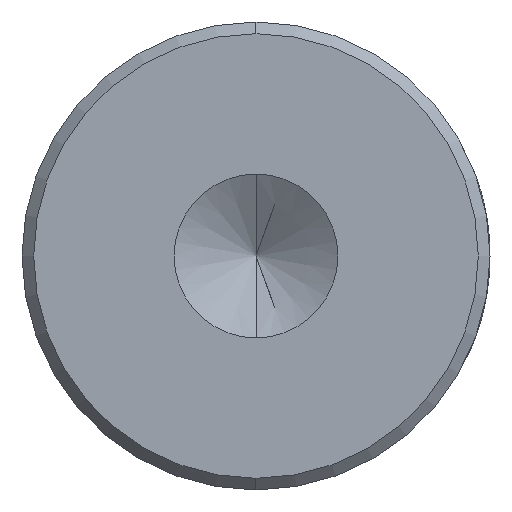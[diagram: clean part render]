
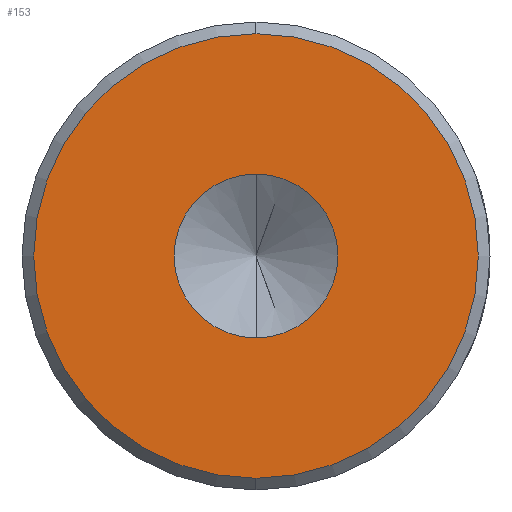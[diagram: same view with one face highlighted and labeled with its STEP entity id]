
A CAD part, left-side view. The second image highlights one B-rep face of the part: STEP entity #153.
In plain terms, the highlighted planar face has unit normal (-1, 0, 0).
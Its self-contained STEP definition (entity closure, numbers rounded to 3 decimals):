
#51 = VERTEX_POINT ( 'NONE', #1098 ) ;
#68 = CARTESIAN_POINT ( 'NONE',  ( 0., 0., 0. ) ) ;
#69 = EDGE_CURVE ( 'NONE', #295, #51, #782, .T. ) ;
#142 = EDGE_LOOP ( 'NONE', ( #188, #465 ) ) ;
#153 = ADVANCED_FACE ( 'NONE', ( #628, #1163 ), #1160, .T. ) ;
#188 = ORIENTED_EDGE ( 'NONE', *, *, #305, .F. ) ;
#226 = ORIENTED_EDGE ( 'NONE', *, *, #69, .T. ) ;
#295 = VERTEX_POINT ( 'NONE', #378 ) ;
#301 = CARTESIAN_POINT ( 'NONE',  ( 0., 0., 0. ) ) ;
#305 = EDGE_CURVE ( 'NONE', #464, #398, #742, .T. ) ;
#311 = CIRCLE ( 'NONE', #1312, 3.5 ) ;
#365 = CARTESIAN_POINT ( 'NONE',  ( 0., 0., 0. ) ) ;
#367 = EDGE_CURVE ( 'NONE', #51, #295, #1157, .T. ) ;
#378 = CARTESIAN_POINT ( 'NONE',  ( 0., 0., 9.501 ) ) ;
#398 = VERTEX_POINT ( 'NONE', #772 ) ;
#400 = DIRECTION ( 'NONE',  ( 0., 0., 1. ) ) ;
#435 = EDGE_LOOP ( 'NONE', ( #580, #226 ) ) ;
#464 = VERTEX_POINT ( 'NONE', #974 ) ;
#465 = ORIENTED_EDGE ( 'NONE', *, *, #1048, .F. ) ;
#473 = DIRECTION ( 'NONE',  ( 0., 0., 1. ) ) ;
#489 = AXIS2_PLACEMENT_3D ( 'NONE', #1178, #575, #1266 ) ;
#575 = DIRECTION ( 'NONE',  ( -1., 0., 0. ) ) ;
#580 = ORIENTED_EDGE ( 'NONE', *, *, #367, .T. ) ;
#603 = AXIS2_PLACEMENT_3D ( 'NONE', #365, #1080, #473 ) ;
#605 = CARTESIAN_POINT ( 'NONE',  ( 0., 0., 0. ) ) ;
#628 = FACE_OUTER_BOUND ( 'NONE', #435, .T. ) ;
#701 = DIRECTION ( 'NONE',  ( 0., 0., 1. ) ) ;
#742 = CIRCLE ( 'NONE', #1293, 3.5 ) ;
#756 = DIRECTION ( 'NONE',  ( 0., 0., 1. ) ) ;
#772 = CARTESIAN_POINT ( 'NONE',  ( 0., 0., -3.5 ) ) ;
#782 = CIRCLE ( 'NONE', #1051, 9.501 ) ;
#946 = DIRECTION ( 'NONE',  ( -1., 0., 0. ) ) ;
#974 = CARTESIAN_POINT ( 'NONE',  ( 0., 0., 3.5 ) ) ;
#999 = DIRECTION ( 'NONE',  ( -1., 0., 0. ) ) ;
#1048 = EDGE_CURVE ( 'NONE', #398, #464, #311, .T. ) ;
#1051 = AXIS2_PLACEMENT_3D ( 'NONE', #68, #946, #756 ) ;
#1080 = DIRECTION ( 'NONE',  ( -1., 0., 0. ) ) ;
#1098 = CARTESIAN_POINT ( 'NONE',  ( 0., 0., -9.501 ) ) ;
#1157 = CIRCLE ( 'NONE', #603, 9.501 ) ;
#1160 = PLANE ( 'NONE',  #489 ) ;
#1163 = FACE_BOUND ( 'NONE', #142, .T. ) ;
#1178 = CARTESIAN_POINT ( 'NONE',  ( 0., 0., 0. ) ) ;
#1266 = DIRECTION ( 'NONE',  ( 0., 0., 1. ) ) ;
#1293 = AXIS2_PLACEMENT_3D ( 'NONE', #605, #1299, #701 ) ;
#1299 = DIRECTION ( 'NONE',  ( -1., 0., 0. ) ) ;
#1312 = AXIS2_PLACEMENT_3D ( 'NONE', #301, #999, #400 ) ;
